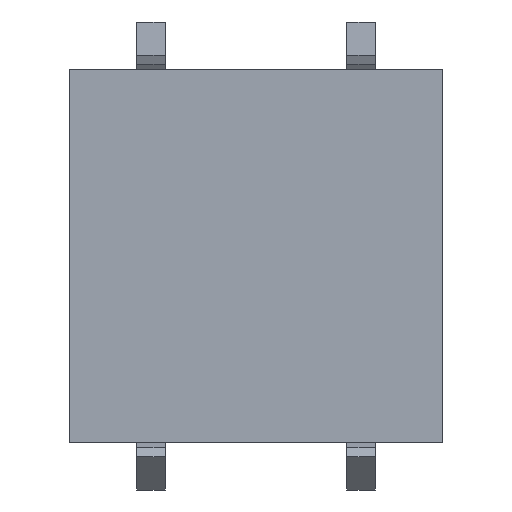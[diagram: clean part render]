
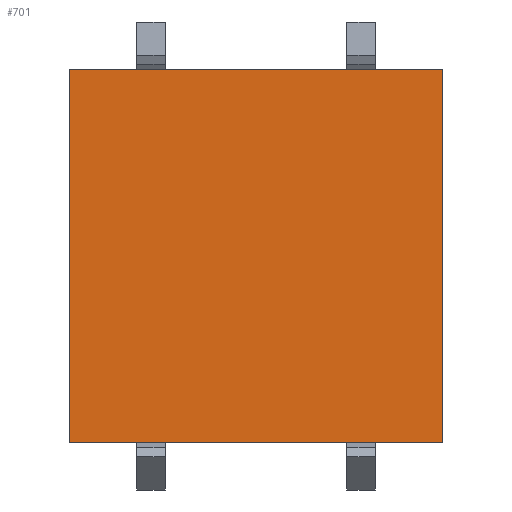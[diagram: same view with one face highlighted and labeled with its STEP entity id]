
A CAD part, front view. The second image highlights one B-rep face of the part: STEP entity #701.
In plain terms, the highlighted planar face has unit normal (0, -1, 0).
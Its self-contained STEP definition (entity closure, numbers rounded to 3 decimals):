
#72=PLANE('',#769);
#110=FACE_OUTER_BOUND('',#154,.T.);
#154=EDGE_LOOP('',(#654,#655,#656,#657));
#231=LINE('',#1120,#317);
#235=LINE('',#1128,#321);
#238=LINE('',#1134,#324);
#241=LINE('',#1139,#327);
#317=VECTOR('',#921,10.);
#321=VECTOR('',#927,10.);
#324=VECTOR('',#932,10.);
#327=VECTOR('',#937,10.);
#384=VERTEX_POINT('',#1118);
#385=VERTEX_POINT('',#1119);
#388=VERTEX_POINT('',#1127);
#390=VERTEX_POINT('',#1133);
#469=EDGE_CURVE('',#384,#385,#231,.T.);
#473=EDGE_CURVE('',#385,#388,#235,.T.);
#476=EDGE_CURVE('',#388,#390,#238,.T.);
#479=EDGE_CURVE('',#390,#384,#241,.T.);
#654=ORIENTED_EDGE('',*,*,#479,.T.);
#655=ORIENTED_EDGE('',*,*,#469,.T.);
#656=ORIENTED_EDGE('',*,*,#473,.T.);
#657=ORIENTED_EDGE('',*,*,#476,.T.);
#701=ADVANCED_FACE('',(#110),#72,.F.);
#769=AXIS2_PLACEMENT_3D('',#1142,#941,#942);
#921=DIRECTION('',(0.,0.,1.));
#927=DIRECTION('',(-1.,0.,0.));
#932=DIRECTION('',(0.,0.,-1.));
#937=DIRECTION('',(1.,0.,0.));
#941=DIRECTION('center_axis',(0.,1.,0.));
#942=DIRECTION('ref_axis',(1.,0.,0.));
#1118=CARTESIAN_POINT('',(3.9,0.,-3.9));
#1119=CARTESIAN_POINT('',(3.9,0.,3.9));
#1120=CARTESIAN_POINT('',(3.9,0.,-3.9));
#1127=CARTESIAN_POINT('',(-3.9,0.,3.9));
#1128=CARTESIAN_POINT('',(3.9,0.,3.9));
#1133=CARTESIAN_POINT('',(-3.9,0.,-3.9));
#1134=CARTESIAN_POINT('',(-3.9,0.,3.9));
#1139=CARTESIAN_POINT('',(-3.9,0.,-3.9));
#1142=CARTESIAN_POINT('Origin',(0.,0.,0.));
